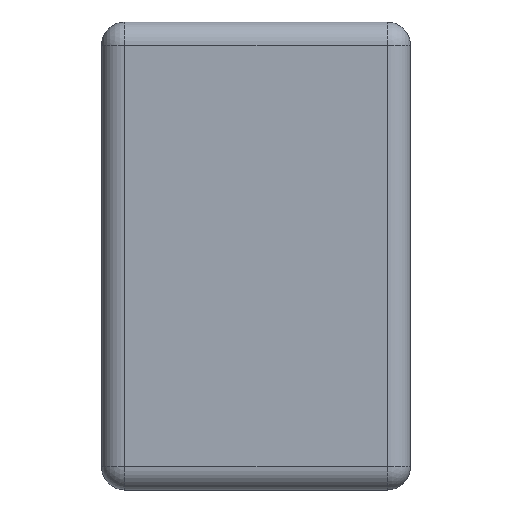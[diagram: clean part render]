
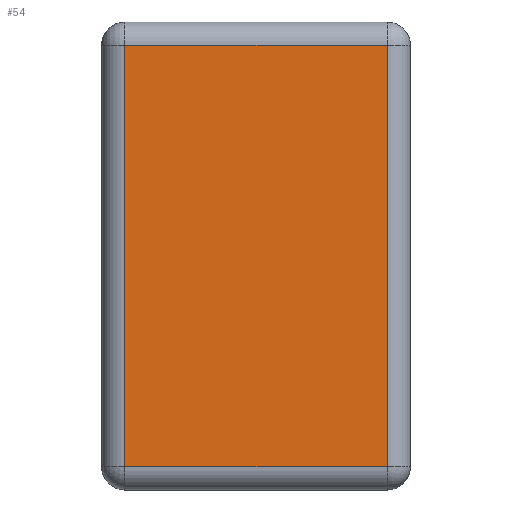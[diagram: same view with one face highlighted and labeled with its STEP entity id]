
A CAD part, left-side view. The second image highlights one B-rep face of the part: STEP entity #54.
In plain terms, the highlighted planar face has unit normal (-1, 0, 0).
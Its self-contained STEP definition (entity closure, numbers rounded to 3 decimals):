
#12 = DIRECTION ( 'NONE',  ( 0., 0., -1. ) ) ;
#26 = VERTEX_POINT ( 'NONE', #311 ) ;
#54 = ADVANCED_FACE ( 'NONE', ( #293 ), #597, .F. ) ;
#96 = EDGE_CURVE ( 'NONE', #975, #26, #1219, .T. ) ;
#116 = CARTESIAN_POINT ( 'NONE',  ( -0.5, 0.33, -0.25 ) ) ;
#117 = VERTEX_POINT ( 'NONE', #331 ) ;
#121 = CARTESIAN_POINT ( 'NONE',  ( -0.5, 0.305, -0.225 ) ) ;
#138 = CARTESIAN_POINT ( 'NONE',  ( -0.5, 0.025, 0.225 ) ) ;
#153 = ORIENTED_EDGE ( 'NONE', *, *, #96, .T. ) ;
#157 = CARTESIAN_POINT ( 'NONE',  ( -0.5, 0.025, -0.25 ) ) ;
#203 = EDGE_CURVE ( 'NONE', #26, #266, #848, .T. ) ;
#232 = DIRECTION ( 'NONE',  ( 0., -1., 0. ) ) ;
#238 = EDGE_LOOP ( 'NONE', ( #1185, #153, #744, #564 ) ) ;
#266 = VERTEX_POINT ( 'NONE', #138 ) ;
#293 = FACE_OUTER_BOUND ( 'NONE', #238, .T. ) ;
#311 = CARTESIAN_POINT ( 'NONE',  ( -0.5, 0.025, -0.225 ) ) ;
#313 = EDGE_CURVE ( 'NONE', #117, #975, #886, .T. ) ;
#331 = CARTESIAN_POINT ( 'NONE',  ( -0.5, 0.305, 0.225 ) ) ;
#431 = VECTOR ( 'NONE', #1238, 1000. ) ;
#444 = DIRECTION ( 'NONE',  ( 0., 1., 0. ) ) ;
#458 = VECTOR ( 'NONE', #1208, 1000. ) ;
#557 = AXIS2_PLACEMENT_3D ( 'NONE', #116, #678, #12 ) ;
#564 = ORIENTED_EDGE ( 'NONE', *, *, #654, .T. ) ;
#597 = PLANE ( 'NONE',  #557 ) ;
#654 = EDGE_CURVE ( 'NONE', #266, #117, #831, .T. ) ;
#678 = DIRECTION ( 'NONE',  ( 1., 0., 0. ) ) ;
#744 = ORIENTED_EDGE ( 'NONE', *, *, #203, .T. ) ;
#831 = LINE ( 'NONE', #914, #963 ) ;
#848 = LINE ( 'NONE', #157, #431 ) ;
#886 = LINE ( 'NONE', #1193, #458 ) ;
#914 = CARTESIAN_POINT ( 'NONE',  ( -0.5, 0.33, 0.225 ) ) ;
#925 = VECTOR ( 'NONE', #232, 1000. ) ;
#963 = VECTOR ( 'NONE', #444, 1000. ) ;
#975 = VERTEX_POINT ( 'NONE', #121 ) ;
#1125 = CARTESIAN_POINT ( 'NONE',  ( -0.5, 0.33, -0.225 ) ) ;
#1185 = ORIENTED_EDGE ( 'NONE', *, *, #313, .T. ) ;
#1193 = CARTESIAN_POINT ( 'NONE',  ( -0.5, 0.305, -0.25 ) ) ;
#1208 = DIRECTION ( 'NONE',  ( 0., 0., -1. ) ) ;
#1219 = LINE ( 'NONE', #1125, #925 ) ;
#1238 = DIRECTION ( 'NONE',  ( 0., 0., 1. ) ) ;
